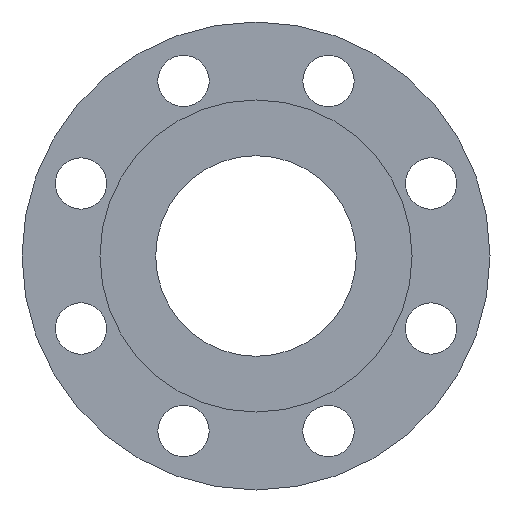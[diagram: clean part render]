
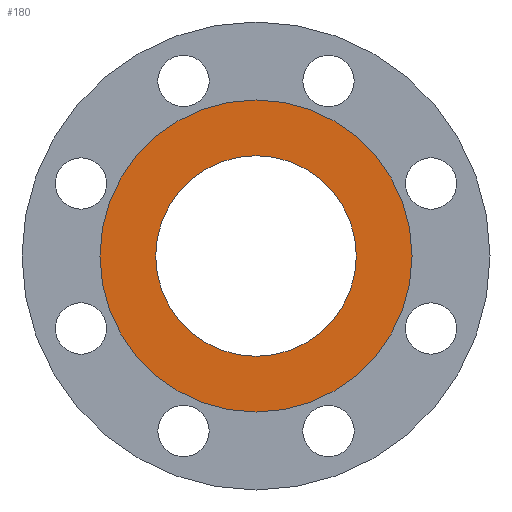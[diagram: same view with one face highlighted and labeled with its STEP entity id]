
A CAD part, front view. The second image highlights one B-rep face of the part: STEP entity #180.
In plain terms, the highlighted planar face has unit normal (0, -1, 0).
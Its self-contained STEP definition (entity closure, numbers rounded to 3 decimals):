
#1 = DIRECTION ( 'NONE',  ( 0., 0., 1. ) ) ;
#3 = AXIS2_PLACEMENT_3D ( 'NONE', #724, #784, #500 ) ;
#30 = DIRECTION ( 'NONE',  ( 0., 0., 1. ) ) ;
#59 = CARTESIAN_POINT ( 'NONE',  ( 0., -2., -45. ) ) ;
#60 = EDGE_LOOP ( 'NONE', ( #81, #817 ) ) ;
#68 = AXIS2_PLACEMENT_3D ( 'NONE', #59, #370, #881 ) ;
#81 = ORIENTED_EDGE ( 'NONE', *, *, #686, .T. ) ;
#92 = VERTEX_POINT ( 'NONE', #720 ) ;
#131 = CIRCLE ( 'NONE', #262, 70. ) ;
#162 = VERTEX_POINT ( 'NONE', #650 ) ;
#179 = CIRCLE ( 'NONE', #3, 70. ) ;
#180 = ADVANCED_FACE ( 'NONE', ( #939, #590 ), #501, .F. ) ;
#183 = VERTEX_POINT ( 'NONE', #655 ) ;
#262 = AXIS2_PLACEMENT_3D ( 'NONE', #701, #350, #30 ) ;
#344 = CIRCLE ( 'NONE', #755, 45. ) ;
#346 = AXIS2_PLACEMENT_3D ( 'NONE', #597, #520, #1 ) ;
#350 = DIRECTION ( 'NONE',  ( 0., 1., 0. ) ) ;
#370 = DIRECTION ( 'NONE',  ( 0., 1., 0. ) ) ;
#415 = EDGE_CURVE ( 'NONE', #855, #183, #131, .T. ) ;
#459 = ORIENTED_EDGE ( 'NONE', *, *, #415, .F. ) ;
#500 = DIRECTION ( 'NONE',  ( 0., 0., 1. ) ) ;
#501 = PLANE ( 'NONE',  #68 ) ;
#507 = CARTESIAN_POINT ( 'NONE',  ( 0., -2., 70. ) ) ;
#520 = DIRECTION ( 'NONE',  ( 0., 1., 0. ) ) ;
#525 = EDGE_CURVE ( 'NONE', #183, #855, #179, .T. ) ;
#584 = DIRECTION ( 'NONE',  ( 0., 0., 1. ) ) ;
#586 = CIRCLE ( 'NONE', #346, 45. ) ;
#590 = FACE_BOUND ( 'NONE', #60, .T. ) ;
#597 = CARTESIAN_POINT ( 'NONE',  ( 0., -2., 0. ) ) ;
#650 = CARTESIAN_POINT ( 'NONE',  ( 0., -2., -45. ) ) ;
#655 = CARTESIAN_POINT ( 'NONE',  ( 0., -2., -70. ) ) ;
#686 = EDGE_CURVE ( 'NONE', #92, #162, #344, .T. ) ;
#700 = EDGE_LOOP ( 'NONE', ( #459, #918 ) ) ;
#701 = CARTESIAN_POINT ( 'NONE',  ( 0., -2., 0. ) ) ;
#720 = CARTESIAN_POINT ( 'NONE',  ( 0., -2., 45. ) ) ;
#724 = CARTESIAN_POINT ( 'NONE',  ( 0., -2., 0. ) ) ;
#728 = DIRECTION ( 'NONE',  ( 0., 1., 0. ) ) ;
#755 = AXIS2_PLACEMENT_3D ( 'NONE', #876, #728, #584 ) ;
#784 = DIRECTION ( 'NONE',  ( 0., 1., 0. ) ) ;
#817 = ORIENTED_EDGE ( 'NONE', *, *, #829, .T. ) ;
#829 = EDGE_CURVE ( 'NONE', #162, #92, #586, .T. ) ;
#855 = VERTEX_POINT ( 'NONE', #507 ) ;
#876 = CARTESIAN_POINT ( 'NONE',  ( 0., -2., 0. ) ) ;
#881 = DIRECTION ( 'NONE',  ( 0., 0., 1. ) ) ;
#918 = ORIENTED_EDGE ( 'NONE', *, *, #525, .F. ) ;
#939 = FACE_OUTER_BOUND ( 'NONE', #700, .T. ) ;
